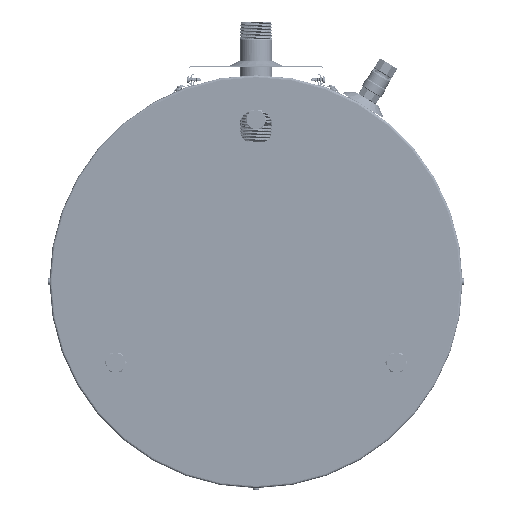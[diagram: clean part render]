
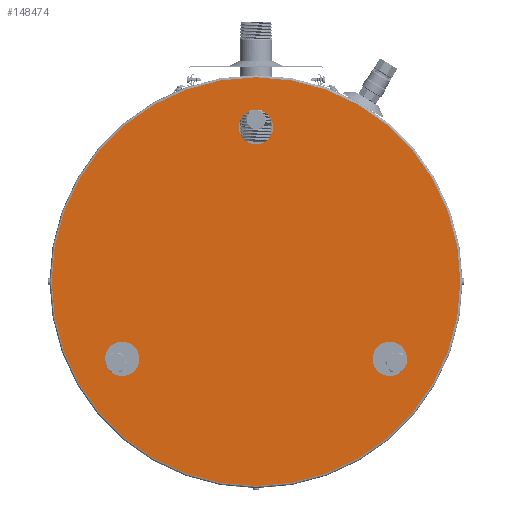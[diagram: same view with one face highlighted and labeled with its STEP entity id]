
A CAD part, front view. The second image highlights one B-rep face of the part: STEP entity #148474.
In plain terms, the highlighted planar face has unit normal (0, -1, 0).
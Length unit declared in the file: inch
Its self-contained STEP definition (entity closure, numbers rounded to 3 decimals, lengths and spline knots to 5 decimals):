
#1065 = FACE_OUTER_BOUND ( 'NONE', #37525, .T. ) ;
#12783 = CARTESIAN_POINT ( 'NONE',  ( 6.79423, -0.53, -4.5 ) ) ;
#13456 = EDGE_CURVE ( 'NONE', #103908, #103908, #48277, .T. ) ;
#15063 = AXIS2_PLACEMENT_3D ( 'NONE', #150352, #110489, #26331 ) ;
#19958 = DIRECTION ( 'NONE',  ( 0., 1., 0. ) ) ;
#20900 = EDGE_CURVE ( 'NONE', #40035, #40035, #134598, .T. ) ;
#24617 = VERTEX_POINT ( 'NONE', #87356 ) ;
#25558 = FACE_BOUND ( 'NONE', #48568, .T. ) ;
#26331 = DIRECTION ( 'NONE',  ( -1., 0., 0. ) ) ;
#29902 = CIRCLE ( 'NONE', #108140, 1. ) ;
#31896 = ORIENTED_EDGE ( 'NONE', *, *, #20900, .T. ) ;
#37525 = EDGE_LOOP ( 'NONE', ( #81733 ) ) ;
#40035 = VERTEX_POINT ( 'NONE', #89789 ) ;
#42473 = DIRECTION ( 'NONE',  ( -1., 0., 0. ) ) ;
#42921 = CIRCLE ( 'NONE', #108111, 1. ) ;
#48277 = CIRCLE ( 'NONE', #97766, 11.905 ) ;
#48568 = EDGE_LOOP ( 'NONE', ( #31896 ) ) ;
#59099 = ORIENTED_EDGE ( 'NONE', *, *, #82816, .T. ) ;
#60600 = EDGE_CURVE ( 'NONE', #24617, #24617, #29902, .T. ) ;
#81733 = ORIENTED_EDGE ( 'NONE', *, *, #13456, .T. ) ;
#81908 = CARTESIAN_POINT ( 'NONE',  ( 7.79423, -0.53, -4.5 ) ) ;
#82164 = DIRECTION ( 'NONE',  ( 0., 1., 0. ) ) ;
#82816 = EDGE_CURVE ( 'NONE', #98479, #98479, #42921, .T. ) ;
#87356 = CARTESIAN_POINT ( 'NONE',  ( -1., -0.53, 9. ) ) ;
#88127 = DIRECTION ( 'NONE',  ( 0., -1., 0. ) ) ;
#89789 = CARTESIAN_POINT ( 'NONE',  ( -8.79423, -0.53, -4.5 ) ) ;
#90528 = ORIENTED_EDGE ( 'NONE', *, *, #60600, .T. ) ;
#92434 = CARTESIAN_POINT ( 'NONE',  ( 11.905, -0.53, 0. ) ) ;
#97766 = AXIS2_PLACEMENT_3D ( 'NONE', #160856, #88127, #98790 ) ;
#98479 = VERTEX_POINT ( 'NONE', #12783 ) ;
#98790 = DIRECTION ( 'NONE',  ( 1., 0., 0. ) ) ;
#99776 = PLANE ( 'NONE',  #15063 ) ;
#103908 = VERTEX_POINT ( 'NONE', #92434 ) ;
#104520 = DIRECTION ( 'NONE',  ( 0., 1., 0. ) ) ;
#107547 = CARTESIAN_POINT ( 'NONE',  ( -7.79423, -0.53, -4.5 ) ) ;
#108111 = AXIS2_PLACEMENT_3D ( 'NONE', #81908, #19958, #141550 ) ;
#108140 = AXIS2_PLACEMENT_3D ( 'NONE', #115992, #104520, #42473 ) ;
#110489 = DIRECTION ( 'NONE',  ( 0., 1., 0. ) ) ;
#115992 = CARTESIAN_POINT ( 'NONE',  ( 0., -0.53, 9. ) ) ;
#122764 = EDGE_LOOP ( 'NONE', ( #59099 ) ) ;
#131966 = DIRECTION ( 'NONE',  ( -1., 0., 0. ) ) ;
#134598 = CIRCLE ( 'NONE', #158188, 1. ) ;
#134918 = FACE_BOUND ( 'NONE', #156263, .T. ) ;
#135681 = FACE_BOUND ( 'NONE', #122764, .T. ) ;
#141550 = DIRECTION ( 'NONE',  ( -1., 0., 0. ) ) ;
#148474 = ADVANCED_FACE ( 'NONE', ( #135681, #25558, #134918, #1065 ), #99776, .F. ) ;
#150352 = CARTESIAN_POINT ( 'NONE',  ( 0., -0.53, 0. ) ) ;
#156263 = EDGE_LOOP ( 'NONE', ( #90528 ) ) ;
#158188 = AXIS2_PLACEMENT_3D ( 'NONE', #107547, #82164, #131966 ) ;
#160856 = CARTESIAN_POINT ( 'NONE',  ( 0., -0.53, 0. ) ) ;
